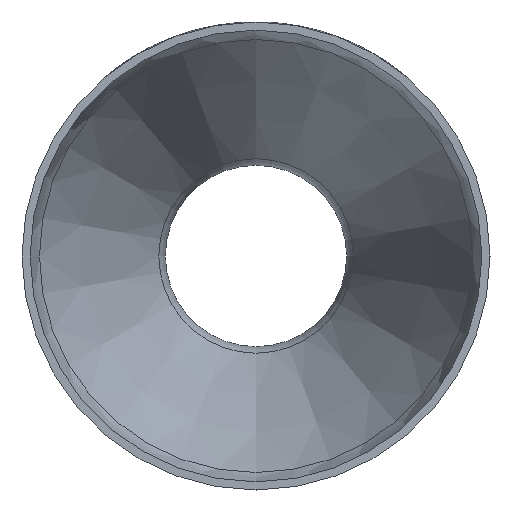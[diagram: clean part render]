
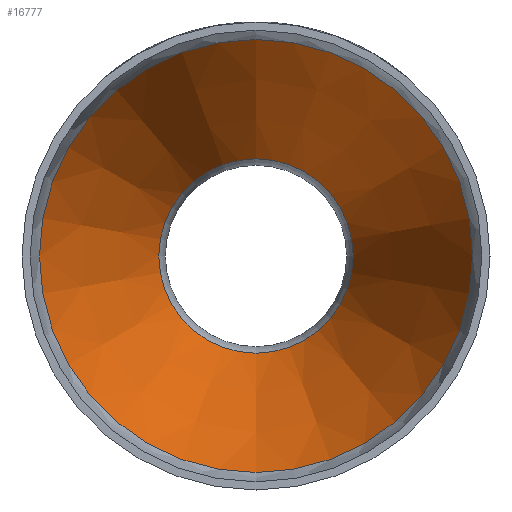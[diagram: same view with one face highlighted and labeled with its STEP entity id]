
A CAD part, front view. The second image highlights one B-rep face of the part: STEP entity #16777.
In plain terms, the highlighted conical face has half-angle 22.416 degrees and reference radius 52.883 mm.
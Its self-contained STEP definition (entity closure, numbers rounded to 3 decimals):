
#963 = ORIENTED_EDGE ( 'NONE', *, *, #1934, .F. ) ;
#1934 = EDGE_CURVE ( 'NONE', #7413, #7413, #22398, .T. ) ;
#3512 = FACE_OUTER_BOUND ( 'NONE', #24480, .T. ) ;
#3646 = DIRECTION ( 'NONE',  ( 0., 0., -1. ) ) ;
#4774 = AXIS2_PLACEMENT_3D ( 'NONE', #17826, #25983, #7350 ) ;
#4990 = AXIS2_PLACEMENT_3D ( 'NONE', #25739, #13995, #3646 ) ;
#7350 = DIRECTION ( 'NONE',  ( 0., 0., -1. ) ) ;
#7413 = VERTEX_POINT ( 'NONE', #22090 ) ;
#7436 = DIRECTION ( 'NONE',  ( 0., -1., 0. ) ) ;
#7848 = EDGE_LOOP ( 'NONE', ( #963 ) ) ;
#9985 = CONICAL_SURFACE ( 'NONE', #4774, 52.883, 0.391 ) ;
#11652 = CARTESIAN_POINT ( 'NONE',  ( 0., 116.153, 0. ) ) ;
#11756 = VERTEX_POINT ( 'NONE', #20209 ) ;
#13995 = DIRECTION ( 'NONE',  ( 0., -1., 0. ) ) ;
#15733 = DIRECTION ( 'NONE',  ( 0., 0., -1. ) ) ;
#16777 = ADVANCED_FACE ( 'NONE', ( #22152, #3512 ), #9985, .F. ) ;
#17826 = CARTESIAN_POINT ( 'NONE',  ( 0., 45.495, 0. ) ) ;
#19787 = CIRCLE ( 'NONE', #4990, 52.883 ) ;
#19839 = AXIS2_PLACEMENT_3D ( 'NONE', #11652, #7436, #15733 ) ;
#20209 = CARTESIAN_POINT ( 'NONE',  ( 0., 45.495, -52.883 ) ) ;
#20315 = ORIENTED_EDGE ( 'NONE', *, *, #26247, .T. ) ;
#22090 = CARTESIAN_POINT ( 'NONE',  ( 0., 116.153, -23.737 ) ) ;
#22152 = FACE_BOUND ( 'NONE', #7848, .T. ) ;
#22398 = CIRCLE ( 'NONE', #19839, 23.737 ) ;
#24480 = EDGE_LOOP ( 'NONE', ( #20315 ) ) ;
#25739 = CARTESIAN_POINT ( 'NONE',  ( 0., 45.495, 0. ) ) ;
#25983 = DIRECTION ( 'NONE',  ( 0., -1., 0. ) ) ;
#26247 = EDGE_CURVE ( 'NONE', #11756, #11756, #19787, .T. ) ;
